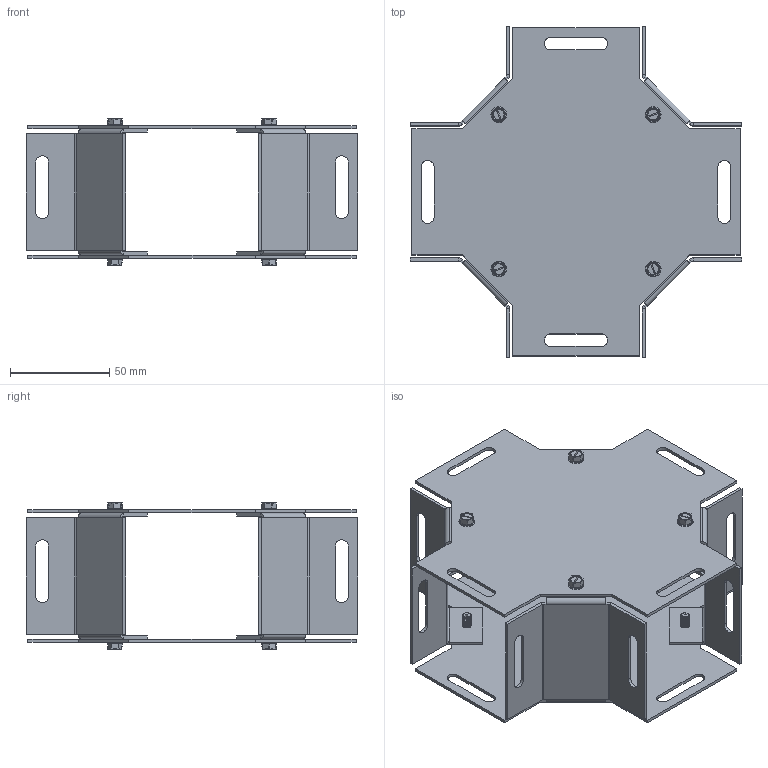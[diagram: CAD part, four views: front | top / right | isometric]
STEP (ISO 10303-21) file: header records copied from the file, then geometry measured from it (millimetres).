
FILE_DESCRIPTION(/* description */ ('CROSS WIREWAY FITTING, TOP & BOTTOM, CS, 2.5X2.5'),/* implementation_level */ '2;1');
FILE_NAME(/* name */ 'X0202.stp',/* time_stamp */ '2015-09-11T12:25:13+06:00',/* author */ ('schinnathambi'),/* organization */ (''),/* preprocessor_version */ 'ST-DEVELOPER v15.2',/* originating_system */ 'Autodesk Inventor 2014',/* authorisation */ '');
FILE_SCHEMA (('AUTOMOTIVE_DESIGN { 1 0 10303 214 3 1 1 }'));
Length unit declared in the file: inch
Products named in the file (4): X0202TB; X0202BK; 372141; X0202
Assembly tree (14 placements, depth 2):
  X0202
    X0202TB  x2
    X0202BK  x4
    372141  x8
Bounding box: 166.66 x 166.66 x 73.51 mm (x, y, z)
Volume: 92291.7 mm3; surface area: 124394.4 mm2
Topology: 14 solids, 14 shells, 908 faces, 2144 edges, 1272 vertices
Faces by surface type: plane 420, cone 216, cylinder 176, torus 96
Full cylindrical faces by diameter (mm): 4.343 x8, 4.595 x64, 6.35 x8, 7.938 x8
Entity records: 5015 total; most frequent: CARTESIAN_POINT 937, DIRECTION 826, ORIENTED_EDGE 736, EDGE_CURVE 368, AXIS2_PLACEMENT_3D 299, VERTEX_POINT 246, EDGE_LOOP 234, LINE 228
